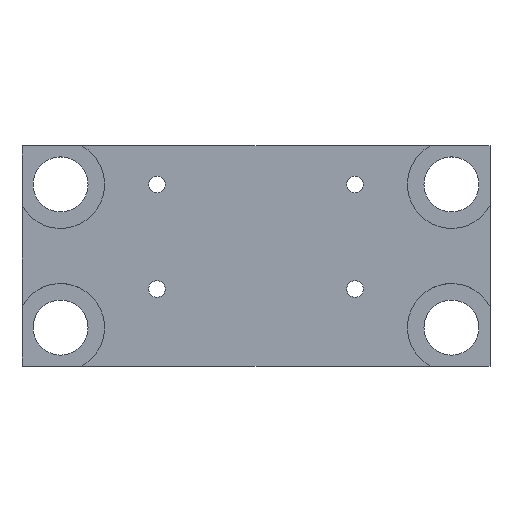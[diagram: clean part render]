
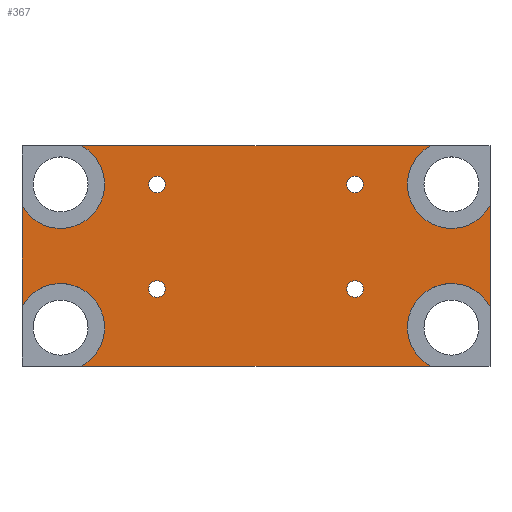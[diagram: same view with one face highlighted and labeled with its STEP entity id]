
A CAD part, top view. The second image highlights one B-rep face of the part: STEP entity #367.
In plain terms, the highlighted planar face has unit normal (0, 0, 1).
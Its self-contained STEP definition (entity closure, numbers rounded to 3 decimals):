
#57=CARTESIAN_POINT('Axis2P3D Location',(-18.,9.5,3.)) ;
#61=CARTESIAN_POINT('Vertex',(-19.5,9.5,3.)) ;
#63=CARTESIAN_POINT('Vertex',(-16.5,9.5,3.)) ;
#92=CARTESIAN_POINT('Axis2P3D Location',(-18.,9.5,3.)) ;
#114=CARTESIAN_POINT('Axis2P3D Location',(18.,9.5,3.)) ;
#118=CARTESIAN_POINT('Vertex',(19.5,9.5,3.)) ;
#120=CARTESIAN_POINT('Vertex',(16.5,9.5,3.)) ;
#149=CARTESIAN_POINT('Axis2P3D Location',(18.,9.5,3.)) ;
#171=CARTESIAN_POINT('Axis2P3D Location',(18.,-9.5,3.)) ;
#175=CARTESIAN_POINT('Vertex',(19.5,-9.5,3.)) ;
#177=CARTESIAN_POINT('Vertex',(16.5,-9.5,3.)) ;
#206=CARTESIAN_POINT('Axis2P3D Location',(18.,-9.5,3.)) ;
#228=CARTESIAN_POINT('Axis2P3D Location',(-18.,-9.5,3.)) ;
#232=CARTESIAN_POINT('Vertex',(-19.5,-9.5,3.)) ;
#234=CARTESIAN_POINT('Vertex',(-16.5,-9.5,3.)) ;
#263=CARTESIAN_POINT('Axis2P3D Location',(-18.,-9.5,3.)) ;
#280=CARTESIAN_POINT('Axis2P3D Location',(0.,0.,3.)) ;
#285=CARTESIAN_POINT('Axis2P3D Location',(-35.5,-16.5,3.)) ;
#289=CARTESIAN_POINT('Vertex',(-31.627,-23.5,3.)) ;
#291=CARTESIAN_POINT('Vertex',(-42.5,-12.627,3.)) ;
#294=CARTESIAN_POINT('Line Origine',(0.,-23.5,3.)) ;
#298=CARTESIAN_POINT('Vertex',(31.627,-23.5,3.)) ;
#301=CARTESIAN_POINT('Axis2P3D Location',(35.5,-16.5,3.)) ;
#305=CARTESIAN_POINT('Vertex',(42.5,-12.627,3.)) ;
#308=CARTESIAN_POINT('Line Origine',(42.5,-3.5,3.)) ;
#312=CARTESIAN_POINT('Vertex',(42.5,5.627,3.)) ;
#315=CARTESIAN_POINT('Axis2P3D Location',(35.5,9.5,3.)) ;
#319=CARTESIAN_POINT('Vertex',(31.627,16.5,3.)) ;
#322=CARTESIAN_POINT('Line Origine',(0.,16.5,3.)) ;
#326=CARTESIAN_POINT('Vertex',(-31.627,16.5,3.)) ;
#329=CARTESIAN_POINT('Axis2P3D Location',(-35.5,9.5,3.)) ;
#333=CARTESIAN_POINT('Vertex',(-42.5,5.627,3.)) ;
#336=CARTESIAN_POINT('Line Origine',(-42.5,-3.5,3.)) ;
#58=DIRECTION('Axis2P3D Direction',(0.,0.,1.)) ;
#93=DIRECTION('Axis2P3D Direction',(0.,0.,1.)) ;
#115=DIRECTION('Axis2P3D Direction',(0.,0.,1.)) ;
#150=DIRECTION('Axis2P3D Direction',(0.,0.,1.)) ;
#172=DIRECTION('Axis2P3D Direction',(0.,0.,1.)) ;
#207=DIRECTION('Axis2P3D Direction',(0.,0.,1.)) ;
#229=DIRECTION('Axis2P3D Direction',(0.,0.,1.)) ;
#264=DIRECTION('Axis2P3D Direction',(0.,0.,1.)) ;
#281=DIRECTION('Axis2P3D Direction',(0.,0.,1.)) ;
#282=DIRECTION('Axis2P3D XDirection',(1.,0.,0.)) ;
#286=DIRECTION('Axis2P3D Direction',(0.,0.,1.)) ;
#295=DIRECTION('Vector Direction',(-1.,0.,0.)) ;
#302=DIRECTION('Axis2P3D Direction',(0.,0.,1.)) ;
#309=DIRECTION('Vector Direction',(0.,1.,0.)) ;
#316=DIRECTION('Axis2P3D Direction',(0.,0.,1.)) ;
#323=DIRECTION('Vector Direction',(1.,0.,0.)) ;
#330=DIRECTION('Axis2P3D Direction',(0.,0.,1.)) ;
#337=DIRECTION('Vector Direction',(0.,-1.,0.)) ;
#59=AXIS2_PLACEMENT_3D('Circle Axis2P3D',#57,#58,$) ;
#94=AXIS2_PLACEMENT_3D('Circle Axis2P3D',#92,#93,$) ;
#116=AXIS2_PLACEMENT_3D('Circle Axis2P3D',#114,#115,$) ;
#151=AXIS2_PLACEMENT_3D('Circle Axis2P3D',#149,#150,$) ;
#173=AXIS2_PLACEMENT_3D('Circle Axis2P3D',#171,#172,$) ;
#208=AXIS2_PLACEMENT_3D('Circle Axis2P3D',#206,#207,$) ;
#230=AXIS2_PLACEMENT_3D('Circle Axis2P3D',#228,#229,$) ;
#265=AXIS2_PLACEMENT_3D('Circle Axis2P3D',#263,#264,$) ;
#283=AXIS2_PLACEMENT_3D('Plane Axis2P3D',#280,#281,#282) ;
#287=AXIS2_PLACEMENT_3D('Circle Axis2P3D',#285,#286,$) ;
#303=AXIS2_PLACEMENT_3D('Circle Axis2P3D',#301,#302,$) ;
#317=AXIS2_PLACEMENT_3D('Circle Axis2P3D',#315,#316,$) ;
#331=AXIS2_PLACEMENT_3D('Circle Axis2P3D',#329,#330,$) ;
#342=ORIENTED_EDGE('',*,*,#293,.F.) ;
#343=ORIENTED_EDGE('',*,*,#300,.T.) ;
#344=ORIENTED_EDGE('',*,*,#307,.F.) ;
#345=ORIENTED_EDGE('',*,*,#314,.T.) ;
#346=ORIENTED_EDGE('',*,*,#321,.F.) ;
#347=ORIENTED_EDGE('',*,*,#328,.T.) ;
#348=ORIENTED_EDGE('',*,*,#335,.F.) ;
#349=ORIENTED_EDGE('',*,*,#340,.T.) ;
#352=ORIENTED_EDGE('',*,*,#65,.F.) ;
#353=ORIENTED_EDGE('',*,*,#96,.F.) ;
#356=ORIENTED_EDGE('',*,*,#122,.F.) ;
#357=ORIENTED_EDGE('',*,*,#153,.F.) ;
#360=ORIENTED_EDGE('',*,*,#179,.F.) ;
#361=ORIENTED_EDGE('',*,*,#210,.F.) ;
#364=ORIENTED_EDGE('',*,*,#236,.F.) ;
#365=ORIENTED_EDGE('',*,*,#267,.F.) ;
#354=FACE_BOUND('',#351,.T.) ;
#358=FACE_BOUND('',#355,.T.) ;
#362=FACE_BOUND('',#359,.T.) ;
#366=FACE_BOUND('',#363,.T.) ;
#296=VECTOR('Line Direction',#295,1.) ;
#310=VECTOR('Line Direction',#309,1.) ;
#324=VECTOR('Line Direction',#323,1.) ;
#338=VECTOR('Line Direction',#337,1.) ;
#367=ADVANCED_FACE('PartBody',(#350,#354,#358,#362,#366),#284,.T.) ;
#60=CIRCLE('generated circle',#59,1.5) ;
#95=CIRCLE('generated circle',#94,1.5) ;
#117=CIRCLE('generated circle',#116,1.5) ;
#152=CIRCLE('generated circle',#151,1.5) ;
#174=CIRCLE('generated circle',#173,1.5) ;
#209=CIRCLE('generated circle',#208,1.5) ;
#231=CIRCLE('generated circle',#230,1.5) ;
#266=CIRCLE('generated circle',#265,1.5) ;
#288=CIRCLE('generated circle',#287,8.) ;
#304=CIRCLE('generated circle',#303,8.) ;
#318=CIRCLE('generated circle',#317,8.) ;
#332=CIRCLE('generated circle',#331,8.) ;
#65=EDGE_CURVE('',#62,#64,#60,.T.) ;
#96=EDGE_CURVE('',#64,#62,#95,.T.) ;
#122=EDGE_CURVE('',#119,#121,#117,.T.) ;
#153=EDGE_CURVE('',#121,#119,#152,.T.) ;
#179=EDGE_CURVE('',#176,#178,#174,.T.) ;
#210=EDGE_CURVE('',#178,#176,#209,.T.) ;
#236=EDGE_CURVE('',#233,#235,#231,.T.) ;
#267=EDGE_CURVE('',#235,#233,#266,.T.) ;
#293=EDGE_CURVE('',#290,#292,#288,.T.) ;
#300=EDGE_CURVE('',#290,#299,#297,.F.) ;
#307=EDGE_CURVE('',#306,#299,#304,.T.) ;
#314=EDGE_CURVE('',#306,#313,#311,.T.) ;
#321=EDGE_CURVE('',#320,#313,#318,.T.) ;
#328=EDGE_CURVE('',#320,#327,#325,.F.) ;
#335=EDGE_CURVE('',#334,#327,#332,.T.) ;
#340=EDGE_CURVE('',#334,#292,#339,.T.) ;
#341=EDGE_LOOP('',(#342,#343,#344,#345,#346,#347,#348,#349)) ;
#351=EDGE_LOOP('',(#352,#353)) ;
#355=EDGE_LOOP('',(#356,#357)) ;
#359=EDGE_LOOP('',(#360,#361)) ;
#363=EDGE_LOOP('',(#364,#365)) ;
#350=FACE_OUTER_BOUND('',#341,.T.) ;
#297=LINE('Line',#294,#296) ;
#311=LINE('Line',#308,#310) ;
#325=LINE('Line',#322,#324) ;
#339=LINE('Line',#336,#338) ;
#284=PLANE('Plane',#283) ;
#62=VERTEX_POINT('',#61) ;
#64=VERTEX_POINT('',#63) ;
#119=VERTEX_POINT('',#118) ;
#121=VERTEX_POINT('',#120) ;
#176=VERTEX_POINT('',#175) ;
#178=VERTEX_POINT('',#177) ;
#233=VERTEX_POINT('',#232) ;
#235=VERTEX_POINT('',#234) ;
#290=VERTEX_POINT('',#289) ;
#292=VERTEX_POINT('',#291) ;
#299=VERTEX_POINT('',#298) ;
#306=VERTEX_POINT('',#305) ;
#313=VERTEX_POINT('',#312) ;
#320=VERTEX_POINT('',#319) ;
#327=VERTEX_POINT('',#326) ;
#334=VERTEX_POINT('',#333) ;
